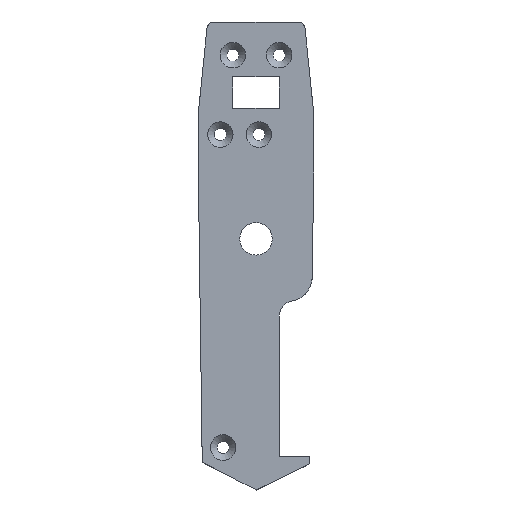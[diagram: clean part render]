
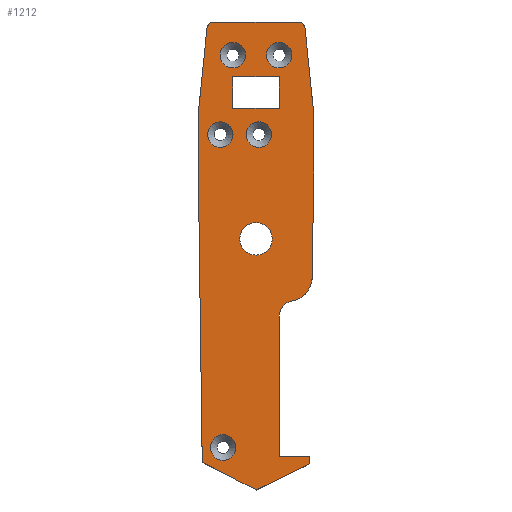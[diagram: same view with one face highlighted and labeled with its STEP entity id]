
A CAD part, top view. The second image highlights one B-rep face of the part: STEP entity #1212.
In plain terms, the highlighted planar face has unit normal (0, 0, 1).
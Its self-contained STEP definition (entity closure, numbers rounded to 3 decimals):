
#43=FACE_BOUND('',#124,.T.);
#44=FACE_BOUND('',#125,.T.);
#45=FACE_BOUND('',#126,.T.);
#46=FACE_BOUND('',#127,.T.);
#47=FACE_BOUND('',#128,.T.);
#48=FACE_BOUND('',#129,.T.);
#49=FACE_BOUND('',#130,.T.);
#58=FACE_OUTER_BOUND('',#123,.T.);
#123=EDGE_LOOP('',(#815,#816,#817,#818,#819,#820,#821,#822,#823,#824,#825,
#826,#827,#828,#829,#830));
#124=EDGE_LOOP('',(#831,#832,#833,#834));
#125=EDGE_LOOP('',(#835));
#126=EDGE_LOOP('',(#836));
#127=EDGE_LOOP('',(#837));
#128=EDGE_LOOP('',(#838));
#129=EDGE_LOOP('',(#839));
#130=EDGE_LOOP('',(#840));
#201=LINE('',#1754,#339);
#203=LINE('',#1758,#341);
#207=LINE('',#1766,#345);
#208=LINE('',#1772,#346);
#209=LINE('',#1774,#347);
#210=LINE('',#1776,#348);
#211=LINE('',#1780,#349);
#212=LINE('',#1784,#350);
#213=LINE('',#1786,#351);
#214=LINE('',#1788,#352);
#215=LINE('',#1790,#353);
#216=LINE('',#1791,#354);
#217=LINE('',#1794,#355);
#218=LINE('',#1796,#356);
#219=LINE('',#1798,#357);
#220=LINE('',#1799,#358);
#339=VECTOR('',#1402,10.);
#341=VECTOR('',#1406,1000.);
#345=VECTOR('',#1412,10.);
#346=VECTOR('',#1417,1000.);
#347=VECTOR('',#1418,1000.);
#348=VECTOR('',#1419,1000.);
#349=VECTOR('',#1422,1000.);
#350=VECTOR('',#1425,1000.);
#351=VECTOR('',#1426,1000.);
#352=VECTOR('',#1427,1000.);
#353=VECTOR('',#1428,1000.);
#354=VECTOR('',#1429,1000.);
#355=VECTOR('',#1430,1000.);
#356=VECTOR('',#1431,1000.);
#357=VECTOR('',#1432,1000.);
#358=VECTOR('',#1433,1000.);
#476=CIRCLE('',#1293,4.);
#477=CIRCLE('',#1294,6.5);
#478=CIRCLE('',#1295,2.);
#479=CIRCLE('',#1296,2.);
#480=CIRCLE('',#1297,3.3);
#481=CIRCLE('',#1298,3.3);
#482=CIRCLE('',#1299,3.3);
#483=CIRCLE('',#1300,3.3);
#484=CIRCLE('',#1301,3.3);
#485=CIRCLE('',#1302,4.2);
#512=VERTEX_POINT('',#1751);
#513=VERTEX_POINT('',#1753);
#514=VERTEX_POINT('',#1757);
#517=VERTEX_POINT('',#1765);
#518=VERTEX_POINT('',#1767);
#519=VERTEX_POINT('',#1769);
#520=VERTEX_POINT('',#1771);
#521=VERTEX_POINT('',#1773);
#522=VERTEX_POINT('',#1775);
#523=VERTEX_POINT('',#1777);
#524=VERTEX_POINT('',#1779);
#525=VERTEX_POINT('',#1781);
#526=VERTEX_POINT('',#1783);
#527=VERTEX_POINT('',#1785);
#528=VERTEX_POINT('',#1787);
#529=VERTEX_POINT('',#1789);
#530=VERTEX_POINT('',#1792);
#531=VERTEX_POINT('',#1793);
#532=VERTEX_POINT('',#1795);
#533=VERTEX_POINT('',#1797);
#534=VERTEX_POINT('',#1800);
#535=VERTEX_POINT('',#1802);
#536=VERTEX_POINT('',#1804);
#537=VERTEX_POINT('',#1806);
#538=VERTEX_POINT('',#1808);
#539=VERTEX_POINT('',#1810);
#628=EDGE_CURVE('',#513,#512,#201,.T.);
#630=EDGE_CURVE('',#514,#513,#203,.T.);
#634=EDGE_CURVE('',#512,#517,#207,.T.);
#635=EDGE_CURVE('',#518,#517,#476,.T.);
#636=EDGE_CURVE('',#519,#518,#477,.T.);
#637=EDGE_CURVE('',#519,#520,#208,.T.);
#638=EDGE_CURVE('',#520,#521,#209,.T.);
#639=EDGE_CURVE('',#521,#522,#210,.T.);
#640=EDGE_CURVE('',#523,#522,#478,.T.);
#641=EDGE_CURVE('',#524,#523,#211,.T.);
#642=EDGE_CURVE('',#525,#524,#479,.T.);
#643=EDGE_CURVE('',#525,#526,#212,.T.);
#644=EDGE_CURVE('',#526,#527,#213,.T.);
#645=EDGE_CURVE('',#527,#528,#214,.T.);
#646=EDGE_CURVE('',#529,#528,#215,.T.);
#647=EDGE_CURVE('',#514,#529,#216,.T.);
#648=EDGE_CURVE('',#530,#531,#217,.T.);
#649=EDGE_CURVE('',#531,#532,#218,.T.);
#650=EDGE_CURVE('',#532,#533,#219,.T.);
#651=EDGE_CURVE('',#533,#530,#220,.T.);
#652=EDGE_CURVE('',#534,#534,#480,.T.);
#653=EDGE_CURVE('',#535,#535,#481,.T.);
#654=EDGE_CURVE('',#536,#536,#482,.T.);
#655=EDGE_CURVE('',#537,#537,#483,.T.);
#656=EDGE_CURVE('',#538,#538,#484,.T.);
#657=EDGE_CURVE('',#539,#539,#485,.T.);
#815=ORIENTED_EDGE('',*,*,#628,.T.);
#816=ORIENTED_EDGE('',*,*,#634,.T.);
#817=ORIENTED_EDGE('',*,*,#635,.F.);
#818=ORIENTED_EDGE('',*,*,#636,.F.);
#819=ORIENTED_EDGE('',*,*,#637,.T.);
#820=ORIENTED_EDGE('',*,*,#638,.T.);
#821=ORIENTED_EDGE('',*,*,#639,.T.);
#822=ORIENTED_EDGE('',*,*,#640,.F.);
#823=ORIENTED_EDGE('',*,*,#641,.F.);
#824=ORIENTED_EDGE('',*,*,#642,.F.);
#825=ORIENTED_EDGE('',*,*,#643,.T.);
#826=ORIENTED_EDGE('',*,*,#644,.T.);
#827=ORIENTED_EDGE('',*,*,#645,.T.);
#828=ORIENTED_EDGE('',*,*,#646,.F.);
#829=ORIENTED_EDGE('',*,*,#647,.F.);
#830=ORIENTED_EDGE('',*,*,#630,.T.);
#831=ORIENTED_EDGE('',*,*,#648,.T.);
#832=ORIENTED_EDGE('',*,*,#649,.T.);
#833=ORIENTED_EDGE('',*,*,#650,.T.);
#834=ORIENTED_EDGE('',*,*,#651,.T.);
#835=ORIENTED_EDGE('',*,*,#652,.F.);
#836=ORIENTED_EDGE('',*,*,#653,.F.);
#837=ORIENTED_EDGE('',*,*,#654,.F.);
#838=ORIENTED_EDGE('',*,*,#655,.F.);
#839=ORIENTED_EDGE('',*,*,#656,.F.);
#840=ORIENTED_EDGE('',*,*,#657,.T.);
#1167=PLANE('',#1292);
#1212=ADVANCED_FACE('',(#58,#43,#44,#45,#46,#47,#48,#49),#1167,.T.);
#1292=AXIS2_PLACEMENT_3D('',#1764,#1410,#1411);
#1293=AXIS2_PLACEMENT_3D('',#1768,#1413,#1414);
#1294=AXIS2_PLACEMENT_3D('',#1770,#1415,#1416);
#1295=AXIS2_PLACEMENT_3D('',#1778,#1420,#1421);
#1296=AXIS2_PLACEMENT_3D('',#1782,#1423,#1424);
#1297=AXIS2_PLACEMENT_3D('',#1801,#1434,#1435);
#1298=AXIS2_PLACEMENT_3D('',#1803,#1436,#1437);
#1299=AXIS2_PLACEMENT_3D('',#1805,#1438,#1439);
#1300=AXIS2_PLACEMENT_3D('',#1807,#1440,#1441);
#1301=AXIS2_PLACEMENT_3D('',#1809,#1442,#1443);
#1302=AXIS2_PLACEMENT_3D('',#1811,#1444,#1445);
#1402=DIRECTION('',(-1.,0.,0.));
#1406=DIRECTION('',(0.013,1.,0.));
#1410=DIRECTION('center_axis',(0.,0.,1.));
#1411=DIRECTION('ref_axis',(-1.,0.,0.));
#1412=DIRECTION('',(0.,1.,0.));
#1413=DIRECTION('center_axis',(0.,0.,1.));
#1414=DIRECTION('ref_axis',(-0.707,0.707,0.));
#1415=DIRECTION('center_axis',(0.,0.,-1.));
#1416=DIRECTION('ref_axis',(-1.,0.013,0.));
#1417=DIRECTION('',(0.013,1.,0.));
#1418=DIRECTION('',(0.,1.,0.));
#1419=DIRECTION('',(-0.102,0.995,0.));
#1420=DIRECTION('center_axis',(0.,0.,-1.));
#1421=DIRECTION('ref_axis',(0.67,0.742,0.));
#1422=DIRECTION('',(1.,0.,0.));
#1423=DIRECTION('center_axis',(0.,0.,-1.));
#1424=DIRECTION('ref_axis',(-0.67,0.742,0.));
#1425=DIRECTION('',(-0.102,-0.995,0.));
#1426=DIRECTION('',(0.,-1.,0.));
#1427=DIRECTION('',(0.013,-1.,0.));
#1428=DIRECTION('',(-0.889,0.457,0.));
#1429=DIRECTION('',(-0.898,-0.441,0.));
#1430=DIRECTION('',(0.,-1.,0.));
#1431=DIRECTION('',(-1.,0.,0.));
#1432=DIRECTION('',(0.,1.,0.));
#1433=DIRECTION('',(1.,0.,0.));
#1434=DIRECTION('center_axis',(0.,0.,1.));
#1435=DIRECTION('ref_axis',(-1.,0.,0.));
#1436=DIRECTION('center_axis',(0.,0.,1.));
#1437=DIRECTION('ref_axis',(-1.,0.,0.));
#1438=DIRECTION('center_axis',(0.,0.,1.));
#1439=DIRECTION('ref_axis',(-1.,0.,0.));
#1440=DIRECTION('center_axis',(0.,0.,1.));
#1441=DIRECTION('ref_axis',(-1.,0.,0.));
#1442=DIRECTION('center_axis',(0.,0.,1.));
#1443=DIRECTION('ref_axis',(-1.,0.,0.));
#1444=DIRECTION('center_axis',(0.,0.,-1.));
#1445=DIRECTION('ref_axis',(1.,0.,0.));
#1751=CARTESIAN_POINT('',(10.599,143.75,23.));
#1753=CARTESIAN_POINT('',(18.494,143.75,23.));
#1754=CARTESIAN_POINT('',(10.795,143.75,23.));
#1757=CARTESIAN_POINT('',(18.468,141.823,23.));
#1758=CARTESIAN_POINT('',(19.545,222.05,23.));
#1764=CARTESIAN_POINT('Origin',(4.545,138.,23.));
#1765=CARTESIAN_POINT('',(10.599,180.012,23.));
#1766=CARTESIAN_POINT('',(10.599,148.675,23.));
#1767=CARTESIAN_POINT('',(13.845,183.94,23.));
#1768=CARTESIAN_POINT('Origin',(14.599,180.012,23.));
#1769=CARTESIAN_POINT('',(19.118,190.236,23.));
#1770=CARTESIAN_POINT('Origin',(12.619,190.324,23.));
#1771=CARTESIAN_POINT('',(19.545,222.05,23.));
#1772=CARTESIAN_POINT('',(19.545,222.05,23.));
#1773=CARTESIAN_POINT('',(19.545,232.05,23.));
#1774=CARTESIAN_POINT('',(19.545,232.05,23.));
#1775=CARTESIAN_POINT('',(17.264,254.403,23.));
#1776=CARTESIAN_POINT('',(17.04,256.6,23.));
#1777=CARTESIAN_POINT('',(15.275,256.2,23.));
#1778=CARTESIAN_POINT('Origin',(15.275,254.2,23.));
#1779=CARTESIAN_POINT('',(-6.185,256.2,23.));
#1780=CARTESIAN_POINT('',(10.793,256.2,23.));
#1781=CARTESIAN_POINT('',(-8.174,254.403,23.));
#1782=CARTESIAN_POINT('Origin',(-6.185,254.2,23.));
#1783=CARTESIAN_POINT('',(-10.455,232.05,23.));
#1784=CARTESIAN_POINT('',(-7.95,256.6,23.));
#1785=CARTESIAN_POINT('',(-10.455,222.05,23.));
#1786=CARTESIAN_POINT('',(-10.455,232.05,23.));
#1787=CARTESIAN_POINT('',(-9.383,142.202,23.));
#1788=CARTESIAN_POINT('',(-10.455,222.05,23.));
#1789=CARTESIAN_POINT('',(4.599,135.012,23.));
#1790=CARTESIAN_POINT('',(-2.953,138.896,23.));
#1791=CARTESIAN_POINT('',(5.101,135.259,23.));
#1792=CARTESIAN_POINT('',(10.545,242.,23.));
#1793=CARTESIAN_POINT('',(10.545,233.85,23.));
#1794=CARTESIAN_POINT('',(10.545,189.8,23.));
#1795=CARTESIAN_POINT('',(-1.455,233.85,23.));
#1796=CARTESIAN_POINT('',(-12.655,233.85,23.));
#1797=CARTESIAN_POINT('',(-1.455,242.,23.));
#1798=CARTESIAN_POINT('',(-1.455,233.85,23.));
#1799=CARTESIAN_POINT('',(1.545,242.,23.));
#1800=CARTESIAN_POINT('',(1.845,247.6,23.));
#1801=CARTESIAN_POINT('Origin',(-1.455,247.6,23.));
#1802=CARTESIAN_POINT('',(8.595,227.05,23.));
#1803=CARTESIAN_POINT('Origin',(5.295,227.05,23.));
#1804=CARTESIAN_POINT('',(-0.655,146.,23.));
#1805=CARTESIAN_POINT('Origin',(-3.955,146.,23.));
#1806=CARTESIAN_POINT('',(-1.405,227.05,23.));
#1807=CARTESIAN_POINT('Origin',(-4.705,227.05,23.));
#1808=CARTESIAN_POINT('',(13.845,247.6,23.));
#1809=CARTESIAN_POINT('Origin',(10.545,247.6,23.));
#1810=CARTESIAN_POINT('',(0.345,200.05,23.));
#1811=CARTESIAN_POINT('Origin',(4.545,200.05,23.));
